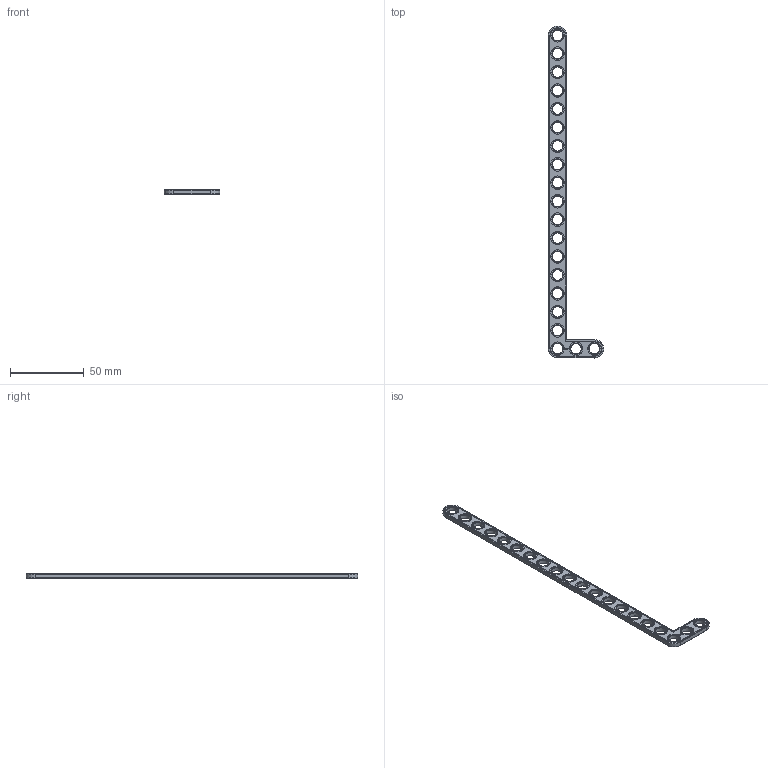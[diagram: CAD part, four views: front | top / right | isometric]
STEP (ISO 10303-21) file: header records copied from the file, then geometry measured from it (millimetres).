
FILE_DESCRIPTION(('FreeCAD Model'),'2;1');
FILE_NAME('Open CASCADE Shape Model','2022-02-08T21:29:25',( 'Paulo Kiefe'),('STEMFIE.org'),'Open CASCADE STEP processor 7.4', 'FreeCAD','Unknown');
FILE_SCHEMA(('AUTOMOTIVE_DESIGN { 1 0 10303 214 1 1 1 1 }'));
Length unit declared in the file: millimetre
Products named in the file (1): Brace_AGD_90_ASYM_ERR_BU03x18x01x00.25_-_SPN-BRC-1032_(stemfie.org)
Bounding box: 37.5 x 225 x 3.12 mm (x, y, z)
Volume: 6903.8 mm3; surface area: 7487.7 mm2
Topology: 1 solids, 1 shells, 644 faces, 1713 edges, 1124 vertices
Faces by surface type: plane 356, extrusion 196, cone 46, cylinder 46
Full cylindrical faces by diameter (mm): 7 x20, 9.2 x20
Entity records: 43667 total; most frequent: CARTESIAN_POINT 10621, DIRECTION 5351, VECTOR 4105, LINE 3909, ORIENTED_EDGE 3426, PCURVE 3426, DEFINITIONAL_REPRESENTATION 3426, EDGE_CURVE 1713
